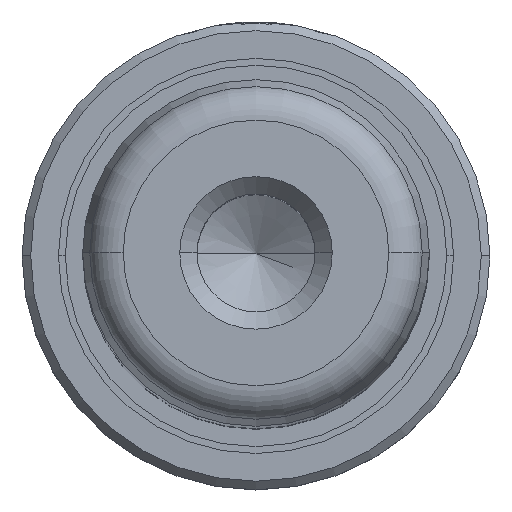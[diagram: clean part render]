
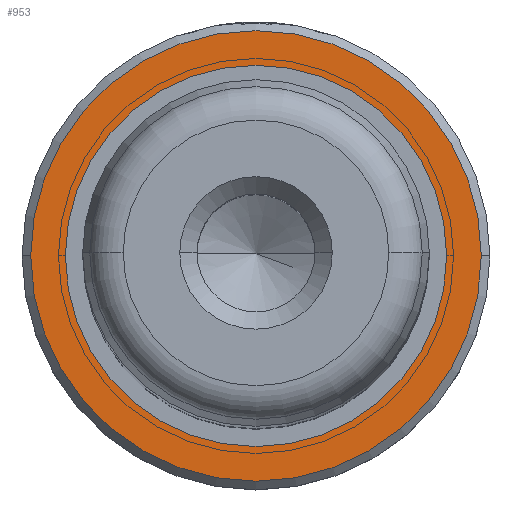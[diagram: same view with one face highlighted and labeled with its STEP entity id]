
A CAD part, top view. The second image highlights one B-rep face of the part: STEP entity #953.
In plain terms, the highlighted planar face has unit normal (0, 0, 1).
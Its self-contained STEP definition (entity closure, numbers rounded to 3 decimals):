
#95 = VERTEX_POINT ( 'NONE', #685 ) ;
#105 = ORIENTED_EDGE ( 'NONE', *, *, #1271, .T. ) ;
#221 = CARTESIAN_POINT ( 'NONE',  ( 10., 0., 70. ) ) ;
#367 = EDGE_LOOP ( 'NONE', ( #105, #383 ) ) ;
#383 = ORIENTED_EDGE ( 'NONE', *, *, #1669, .T. ) ;
#422 = FACE_BOUND ( 'NONE', #367, .T. ) ;
#515 = DIRECTION ( 'NONE',  ( -1., 0., 0. ) ) ;
#519 = DIRECTION ( 'NONE',  ( 0., 0., -1. ) ) ;
#523 = CARTESIAN_POINT ( 'NONE',  ( 0., 0., 70. ) ) ;
#536 = AXIS2_PLACEMENT_3D ( 'NONE', #983, #920, #805 ) ;
#581 = AXIS2_PLACEMENT_3D ( 'NONE', #221, #2319, #2318 ) ;
#645 = CIRCLE ( 'NONE', #1385, 13. ) ;
#685 = CARTESIAN_POINT ( 'NONE',  ( 11., 0., 70. ) ) ;
#729 = CARTESIAN_POINT ( 'NONE',  ( -13., 0., 70. ) ) ;
#805 = DIRECTION ( 'NONE',  ( -1., 0., 0. ) ) ;
#920 = DIRECTION ( 'NONE',  ( 0., 0., 1. ) ) ;
#953 = ADVANCED_FACE ( 'NONE', ( #422, #2272 ), #2337, .F. ) ;
#983 = CARTESIAN_POINT ( 'NONE',  ( 0., 0., 70. ) ) ;
#1041 = DIRECTION ( 'NONE',  ( -1., 0., 0. ) ) ;
#1077 = EDGE_LOOP ( 'NONE', ( #1628, #1902 ) ) ;
#1104 = AXIS2_PLACEMENT_3D ( 'NONE', #523, #519, #515 ) ;
#1141 = DIRECTION ( 'NONE',  ( 0., 0., 1. ) ) ;
#1144 = VERTEX_POINT ( 'NONE', #1896 ) ;
#1190 = AXIS2_PLACEMENT_3D ( 'NONE', #1640, #1636, #1631 ) ;
#1271 = EDGE_CURVE ( 'NONE', #1144, #95, #2175, .T. ) ;
#1317 = CIRCLE ( 'NONE', #536, 13. ) ;
#1385 = AXIS2_PLACEMENT_3D ( 'NONE', #2168, #1141, #1041 ) ;
#1566 = VERTEX_POINT ( 'NONE', #729 ) ;
#1568 = CARTESIAN_POINT ( 'NONE',  ( 13., 0., 70. ) ) ;
#1628 = ORIENTED_EDGE ( 'NONE', *, *, #1849, .T. ) ;
#1631 = DIRECTION ( 'NONE',  ( -1., 0., 0. ) ) ;
#1636 = DIRECTION ( 'NONE',  ( 0., 0., -1. ) ) ;
#1640 = CARTESIAN_POINT ( 'NONE',  ( 0., 0., 70. ) ) ;
#1669 = EDGE_CURVE ( 'NONE', #95, #1144, #1748, .T. ) ;
#1748 = CIRCLE ( 'NONE', #1104, 11. ) ;
#1836 = VERTEX_POINT ( 'NONE', #1568 ) ;
#1849 = EDGE_CURVE ( 'NONE', #1566, #1836, #1317, .T. ) ;
#1896 = CARTESIAN_POINT ( 'NONE',  ( -11., 0., 70. ) ) ;
#1902 = ORIENTED_EDGE ( 'NONE', *, *, #2136, .T. ) ;
#2136 = EDGE_CURVE ( 'NONE', #1836, #1566, #645, .T. ) ;
#2168 = CARTESIAN_POINT ( 'NONE',  ( 0., 0., 70. ) ) ;
#2175 = CIRCLE ( 'NONE', #1190, 11. ) ;
#2272 = FACE_OUTER_BOUND ( 'NONE', #1077, .T. ) ;
#2318 = DIRECTION ( 'NONE',  ( -1., 0., 0. ) ) ;
#2319 = DIRECTION ( 'NONE',  ( 0., 0., -1. ) ) ;
#2337 = PLANE ( 'NONE',  #581 ) ;
